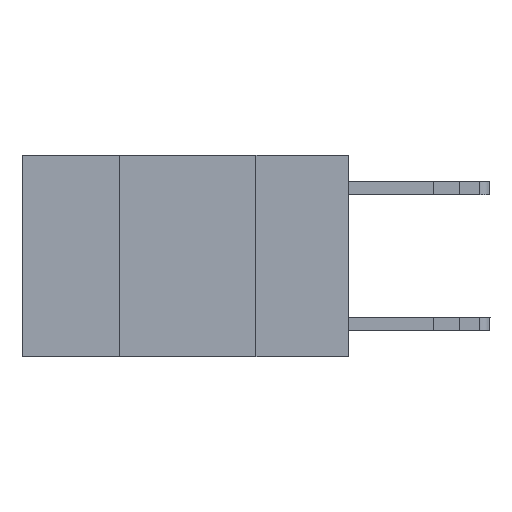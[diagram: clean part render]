
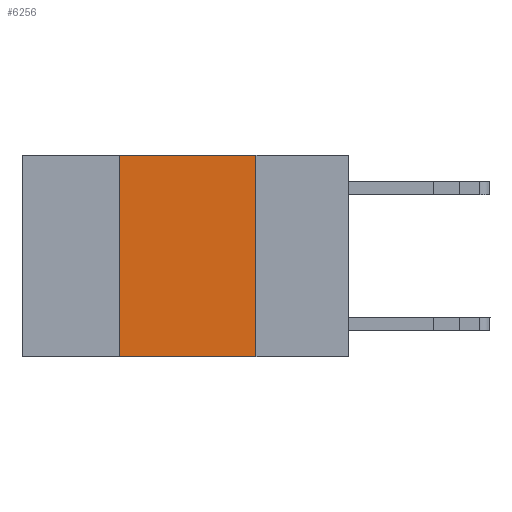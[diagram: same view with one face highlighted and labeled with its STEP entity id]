
A CAD part, left-side view. The second image highlights one B-rep face of the part: STEP entity #6256.
In plain terms, the highlighted planar face has unit normal (-1, 0, 0).
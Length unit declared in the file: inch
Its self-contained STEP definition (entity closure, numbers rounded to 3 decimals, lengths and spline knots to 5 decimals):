
#152 = EDGE_CURVE ( 'NONE', #7495, #1009, #7203, .T. ) ;
#688 = CARTESIAN_POINT ( 'NONE',  ( 0., 0.17, 0. ) ) ;
#1009 = VERTEX_POINT ( 'NONE', #688 ) ;
#1172 = DIRECTION ( 'NONE',  ( 0., -1., 0. ) ) ;
#1301 = CARTESIAN_POINT ( 'NONE',  ( 0., 0.17, 0. ) ) ;
#1942 = ORIENTED_EDGE ( 'NONE', *, *, #3685, .T. ) ;
#2017 = LINE ( 'NONE', #5443, #15298 ) ;
#2637 = AXIS2_PLACEMENT_3D ( 'NONE', #6629, #15090, #7847 ) ;
#2766 = DIRECTION ( 'NONE',  ( 0., -1., 0. ) ) ;
#3482 = CARTESIAN_POINT ( 'NONE',  ( 0., 0.17, -0.37 ) ) ;
#3495 = VECTOR ( 'NONE', #1172, 39.37008 ) ;
#3685 = EDGE_CURVE ( 'NONE', #14401, #10072, #6742, .T. ) ;
#4061 = EDGE_LOOP ( 'NONE', ( #15021, #9680, #13312, #1942 ) ) ;
#4988 = EDGE_CURVE ( 'NONE', #1009, #10072, #9326, .T. ) ;
#5443 = CARTESIAN_POINT ( 'NONE',  ( 0., 0.42, 0. ) ) ;
#6256 = ADVANCED_FACE ( 'NONE', ( #7605 ), #13865, .F. ) ;
#6629 = CARTESIAN_POINT ( 'NONE',  ( 0., 0.6, 0. ) ) ;
#6742 = LINE ( 'NONE', #12001, #3495 ) ;
#6822 = VECTOR ( 'NONE', #2766, 39.37008 ) ;
#6981 = CARTESIAN_POINT ( 'NONE',  ( 0., 0.42, -0.37 ) ) ;
#7203 = LINE ( 'NONE', #12456, #6822 ) ;
#7495 = VERTEX_POINT ( 'NONE', #8794 ) ;
#7605 = FACE_OUTER_BOUND ( 'NONE', #4061, .T. ) ;
#7847 = DIRECTION ( 'NONE',  ( 0., 0., -1. ) ) ;
#7891 = DIRECTION ( 'NONE',  ( 0., 0., 1. ) ) ;
#8555 = DIRECTION ( 'NONE',  ( 0., 0., -1. ) ) ;
#8794 = CARTESIAN_POINT ( 'NONE',  ( 0., 0.42, 0. ) ) ;
#9326 = LINE ( 'NONE', #1301, #15418 ) ;
#9680 = ORIENTED_EDGE ( 'NONE', *, *, #152, .F. ) ;
#10072 = VERTEX_POINT ( 'NONE', #3482 ) ;
#12001 = CARTESIAN_POINT ( 'NONE',  ( 0., 0.6, -0.37 ) ) ;
#12188 = EDGE_CURVE ( 'NONE', #14401, #7495, #2017, .T. ) ;
#12456 = CARTESIAN_POINT ( 'NONE',  ( 0., 0.6, 0. ) ) ;
#13312 = ORIENTED_EDGE ( 'NONE', *, *, #12188, .F. ) ;
#13865 = PLANE ( 'NONE',  #2637 ) ;
#14401 = VERTEX_POINT ( 'NONE', #6981 ) ;
#15021 = ORIENTED_EDGE ( 'NONE', *, *, #4988, .F. ) ;
#15090 = DIRECTION ( 'NONE',  ( 1., 0., 0. ) ) ;
#15298 = VECTOR ( 'NONE', #7891, 39.37008 ) ;
#15418 = VECTOR ( 'NONE', #8555, 39.37008 ) ;
